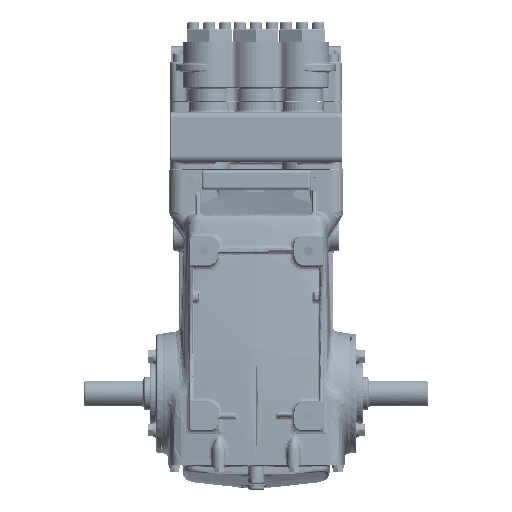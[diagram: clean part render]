
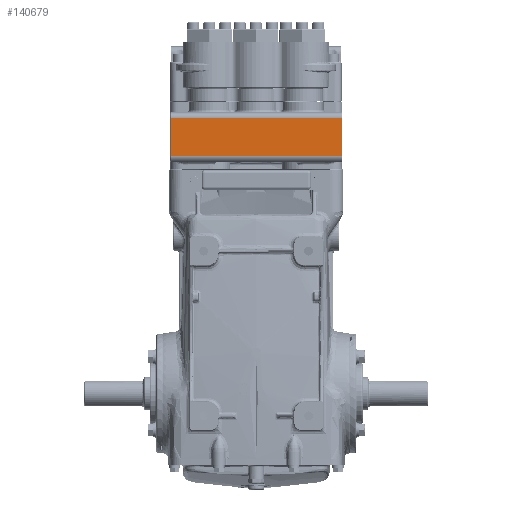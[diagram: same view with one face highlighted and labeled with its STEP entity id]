
A CAD part, front view. The second image highlights one B-rep face of the part: STEP entity #140679.
In plain terms, the highlighted planar face has unit normal (0, -1, 0).
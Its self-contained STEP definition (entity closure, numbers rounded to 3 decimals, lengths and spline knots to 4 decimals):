
#1510 = CARTESIAN_POINT ( 'NONE',  ( 4.5, -4.4664, 12.4616 ) ) ;
#4394 = ORIENTED_EDGE ( 'NONE', *, *, #31939, .T. ) ;
#4831 = DIRECTION ( 'NONE',  ( 1., 0., 0. ) ) ;
#5597 = CARTESIAN_POINT ( 'NONE',  ( 4.5, -4.4664, 14.7844 ) ) ;
#5878 = CARTESIAN_POINT ( 'NONE',  ( -4.515, -4.4664, 14.4695 ) ) ;
#9227 = VECTOR ( 'NONE', #4831, 39.3701 ) ;
#20570 = EDGE_LOOP ( 'NONE', ( #4394, #59628, #26313, #162500 ) ) ;
#21570 = CARTESIAN_POINT ( 'NONE',  ( -4.5, -4.4664, 12.4616 ) ) ;
#26313 = ORIENTED_EDGE ( 'NONE', *, *, #116227, .T. ) ;
#31939 = EDGE_CURVE ( 'NONE', #34390, #99196, #70101, .T. ) ;
#33336 = DIRECTION ( 'NONE',  ( 0., 0., -1. ) ) ;
#33903 = CARTESIAN_POINT ( 'NONE',  ( 4.515, -4.4664, 14.7844 ) ) ;
#34390 = VERTEX_POINT ( 'NONE', #21570 ) ;
#40053 = CARTESIAN_POINT ( 'NONE',  ( 4.5, -4.4664, 14.4695 ) ) ;
#49599 = AXIS2_PLACEMENT_3D ( 'NONE', #33903, #86275, #138734 ) ;
#53255 = CARTESIAN_POINT ( 'NONE',  ( -4.5, -4.4664, 14.4695 ) ) ;
#54795 = VECTOR ( 'NONE', #58273, 39.3701 ) ;
#57996 = DIRECTION ( 'NONE',  ( 0., 0., 1. ) ) ;
#58273 = DIRECTION ( 'NONE',  ( -1., 0., 0. ) ) ;
#59628 = ORIENTED_EDGE ( 'NONE', *, *, #168450, .T. ) ;
#64525 = VECTOR ( 'NONE', #57996, 39.3701 ) ;
#70101 = LINE ( 'NONE', #122513, #9227 ) ;
#86275 = DIRECTION ( 'NONE',  ( 0., -1., 0. ) ) ;
#98567 = LINE ( 'NONE', #151045, #152851 ) ;
#98662 = VERTEX_POINT ( 'NONE', #53255 ) ;
#99143 = FACE_OUTER_BOUND ( 'NONE', #20570, .T. ) ;
#99196 = VERTEX_POINT ( 'NONE', #1510 ) ;
#116227 = EDGE_CURVE ( 'NONE', #133504, #98662, #123565, .T. ) ;
#122513 = CARTESIAN_POINT ( 'NONE',  ( 4.515, -4.4664, 12.4616 ) ) ;
#123274 = LINE ( 'NONE', #5597, #64525 ) ;
#123565 = LINE ( 'NONE', #5878, #54795 ) ;
#133504 = VERTEX_POINT ( 'NONE', #40053 ) ;
#138734 = DIRECTION ( 'NONE',  ( 0., 0., -1. ) ) ;
#140679 = ADVANCED_FACE ( 'NONE', ( #99143 ), #151622, .T. ) ;
#145420 = EDGE_CURVE ( 'NONE', #98662, #34390, #98567, .T. ) ;
#151045 = CARTESIAN_POINT ( 'NONE',  ( -4.5, -4.4664, 14.7844 ) ) ;
#151622 = PLANE ( 'NONE',  #49599 ) ;
#152851 = VECTOR ( 'NONE', #33336, 39.3701 ) ;
#162500 = ORIENTED_EDGE ( 'NONE', *, *, #145420, .T. ) ;
#168450 = EDGE_CURVE ( 'NONE', #99196, #133504, #123274, .T. ) ;
